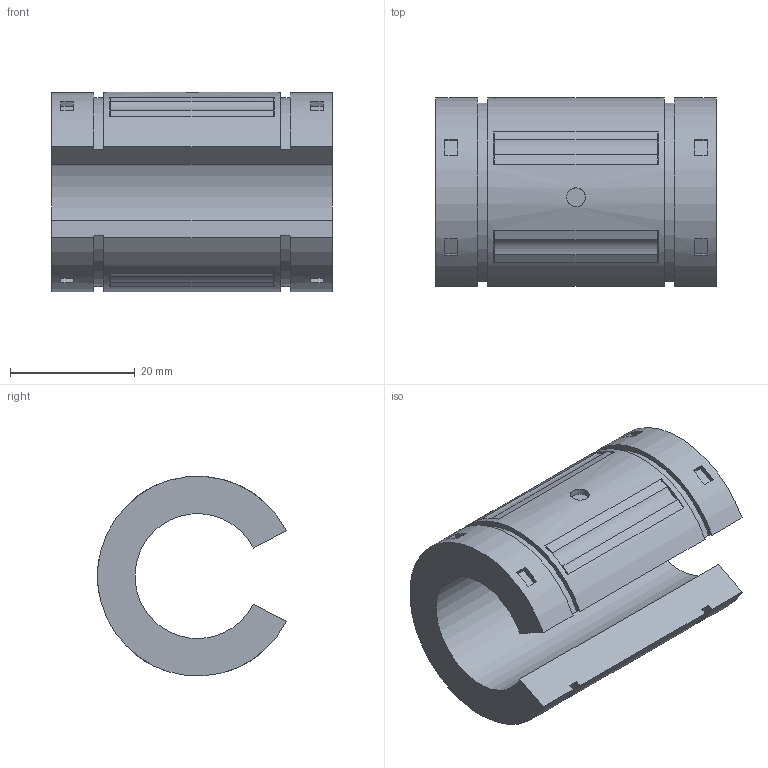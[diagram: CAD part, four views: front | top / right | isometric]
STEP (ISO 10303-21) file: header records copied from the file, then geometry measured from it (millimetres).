
FILE_DESCRIPTION( ( 'STEP AP214' ), '1' );
FILE_NAME( 'TK20UU-OP_2_14.stp', ' ', ( ' ' ), ( ' ' ), 'PSStep 15.0.47', 'PARTsolutions', ' ' );
FILE_SCHEMA( ( 'AUTOMOTIVE_DESIGN { 1 0 10303 214 1 1 1 1 }' ) );
Length unit declared in the file: millimetre
Products named in the file (2): TK20UU-OP; _TK20-OP
Assembly tree (1 placements, depth 2):
  TK20UU-OP
    _TK20-OP
Bounding box: 45 x 30.24 x 31.97 mm (x, y, z)
Volume: 18366.5 mm3; surface area: 8049.4 mm2
Topology: 1 solids, 1 shells, 111 faces, 263 edges, 170 vertices
Faces by surface type: plane 89, cylinder 22
Full cylindrical faces by diameter (mm): 3 x1
Entity records: 4156 total; most frequent: CARTESIAN_POINT 596, DIRECTION 564, ORIENTED_EDGE 524, EDGE_CURVE 262, AXIS2_PLACEMENT_3D 190, LINE 184, VECTOR 184, VERTEX_POINT 170
